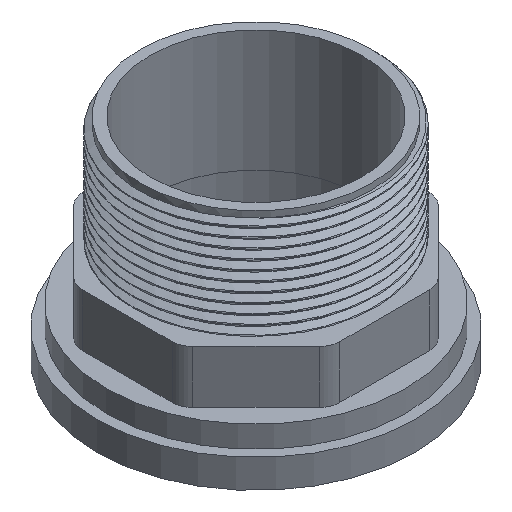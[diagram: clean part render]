
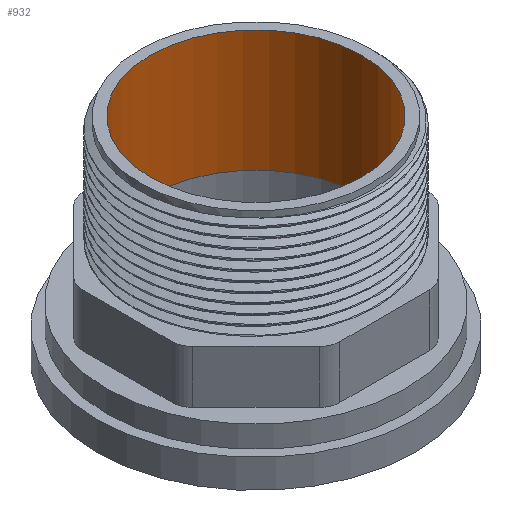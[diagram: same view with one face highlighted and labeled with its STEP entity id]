
A CAD part, isometric view. The second image highlights one B-rep face of the part: STEP entity #932.
In plain terms, the highlighted cylindrical face has radius 25.85 mm (diameter 51.7 mm), a full revolution.
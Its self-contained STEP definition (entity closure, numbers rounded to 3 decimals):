
#67=FACE_OUTER_BOUND('',#125,.T.);
#125=EDGE_LOOP('',(#730,#731,#732,#733));
#178=CIRCLE('',#1027,25.85);
#179=CIRCLE('',#1029,25.85);
#273=LINE('',#17684,#332);
#332=VECTOR('',#1215,25.85);
#440=VERTEX_POINT('',#17679);
#441=VERTEX_POINT('',#17682);
#559=EDGE_CURVE('',#440,#440,#178,.T.);
#560=EDGE_CURVE('',#441,#441,#179,.T.);
#561=EDGE_CURVE('',#441,#440,#273,.T.);
#730=ORIENTED_EDGE('',*,*,#560,.F.);
#731=ORIENTED_EDGE('',*,*,#561,.T.);
#732=ORIENTED_EDGE('',*,*,#559,.T.);
#733=ORIENTED_EDGE('',*,*,#561,.F.);
#891=CYLINDRICAL_SURFACE('',#1028,25.85);
#932=ADVANCED_FACE('',(#67),#891,.F.);
#1027=AXIS2_PLACEMENT_3D('',#17680,#1209,#1210);
#1028=AXIS2_PLACEMENT_3D('',#17681,#1211,#1212);
#1029=AXIS2_PLACEMENT_3D('',#17683,#1213,#1214);
#1209=DIRECTION('center_axis',(0.,0.,-1.));
#1210=DIRECTION('ref_axis',(0.,1.,0.));
#1211=DIRECTION('center_axis',(0.,0.,-1.));
#1212=DIRECTION('ref_axis',(0.,1.,0.));
#1213=DIRECTION('center_axis',(0.,0.,-1.));
#1214=DIRECTION('ref_axis',(0.,1.,0.));
#1215=DIRECTION('',(0.,0.,-1.));
#17679=CARTESIAN_POINT('',(0.,-25.85,22.));
#17680=CARTESIAN_POINT('Origin',(0.,0.,22.));
#17681=CARTESIAN_POINT('Origin',(0.,0.,60.078));
#17682=CARTESIAN_POINT('',(0.,-25.85,51.7));
#17683=CARTESIAN_POINT('Origin',(0.,0.,51.7));
#17684=CARTESIAN_POINT('',(0.,-25.85,60.078));
